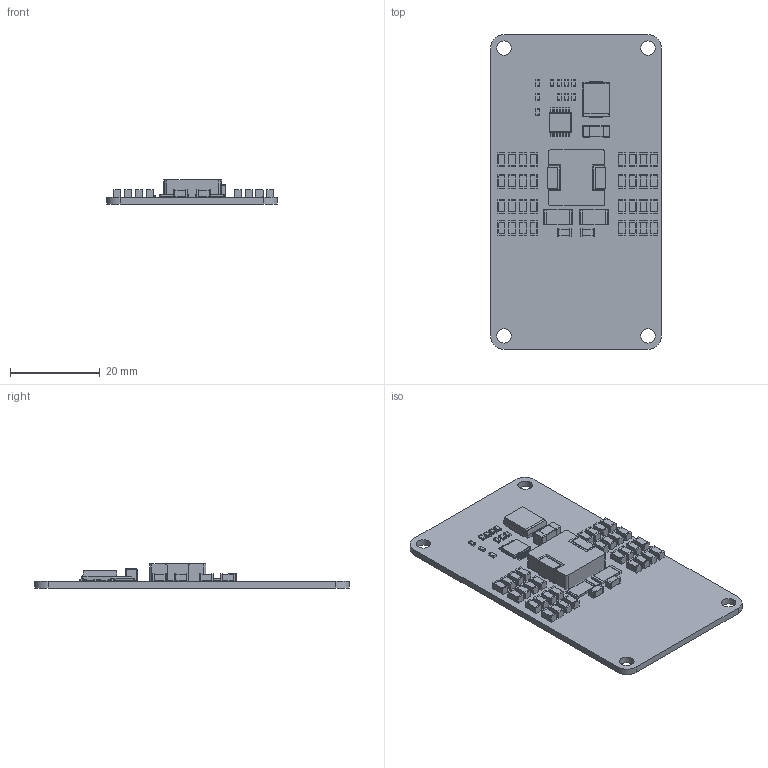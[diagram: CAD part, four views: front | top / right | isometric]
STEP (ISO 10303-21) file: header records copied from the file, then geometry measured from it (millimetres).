
FILE_DESCRIPTION(('KiCad electronic assembly'),'2;1');
FILE_NAME('power-management-module-V1.0.step','2025-04-05T21:47:30',( 'Pcbnew'),('Kicad'),'Open CASCADE STEP processor 7.8', 'KiCad to STEP converter','Unknown');
FILE_SCHEMA(('AUTOMOTIVE_DESIGN { 1 0 10303 214 1 1 1 1 }'));
Length unit declared in the file: millimetre
Products named in the file (12): power-management-module-V1.0 1; C_1206_3216Metric; TPS1HTC30-Q1; BODY-SO; LEAD-SO; THERMALPAD-SO; R_0603_1608Metric; SRP1245A series; R_2512_6332Metric; 0679H9120-05; D_SMC; dual-converter-power-management-module-V1.0_PCB
Assembly tree (67 placements, depth 3):
  power-management-module-V1.0 1
    C_1206_3216Metric  x34
    TPS1HTC30-Q1
      BODY-SO
      LEAD-SO  x14
      THERMALPAD-SO
    R_0603_1608Metric  x10
    SRP1245A series
    R_2512_6332Metric  x2
    0679H9120-05
    D_SMC
    dual-converter-power-management-module-V1.0_PCB
Bounding box: 38 x 70 x 5.37 mm (x, y, z)
Volume: 5251.5 mm3; surface area: 8490.3 mm2
Topology: 75 solids, 75 shells, 1811 faces, 4662 edges, 3063 vertices
Faces by surface type: plane 1107, cylinder 644, extrusion 33, sphere 16, bspline 11
Full cylindrical faces by diameter (mm): 3.2 x4
Entity records: 17847 total; most frequent: CARTESIAN_POINT 5758, ORIENTED_EDGE 2260, DIRECTION 2137, EDGE_CURVE 1130, VECTOR 761, LINE 728, VERTEX_POINT 727, AXIS2_PLACEMENT_3D 688
